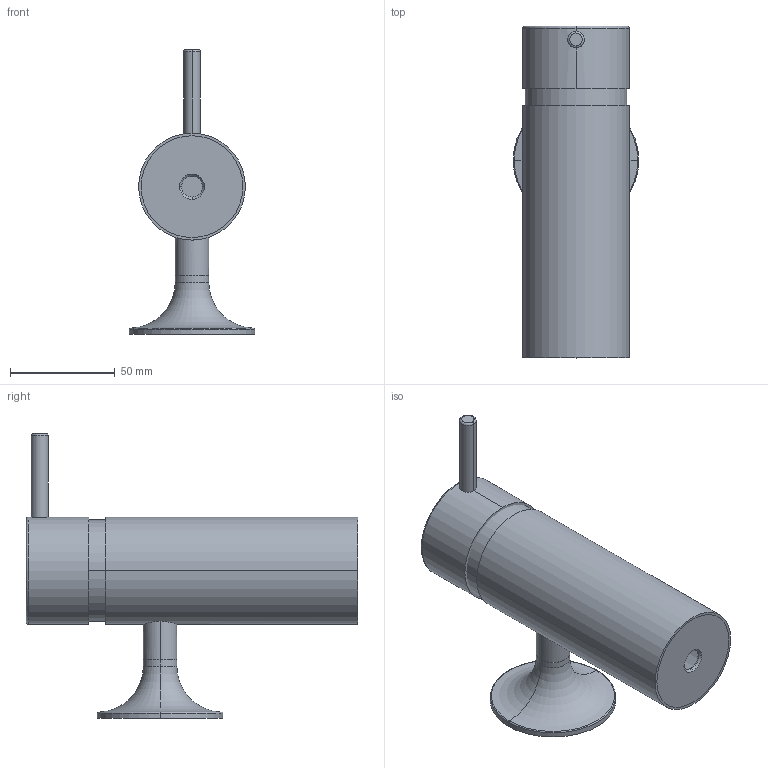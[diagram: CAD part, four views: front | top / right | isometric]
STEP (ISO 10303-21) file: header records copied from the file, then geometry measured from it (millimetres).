
FILE_DESCRIPTION (( 'STEP AP203' ), '1' );
FILE_NAME ('踢扽婂珘ん.STEP', '2024-09-14T01:01:38', ( '' ), ( '' ), 'SwSTEP 2.0', 'SolidWorks 2023', '' );
FILE_SCHEMA (( 'CONFIG_CONTROL_DESIGN' ));
Length unit declared in the file: millimetre
Products named in the file (15): DI_1.stp; 通用台阶垫圈; CHUSHUIGUAN_1.stp; 通用连接轴; 32_ASM_1_ASM.stp; dsdasdas.stp; 金属皂液器连接支架; 金属皂液器; 通用安装板; 通用底座; 通用垫圈; 金属皂液器瓶体; TI_1.stp; GAI_1.stp; TOU_1.stp
Assembly tree (14 placements, depth 5):
  金属皂液器
    通用底座
    通用垫圈
    通用台阶垫圈
    通用连接轴
    通用安装板
    金属皂液器连接支架
    金属皂液器瓶体
      dsdasdas.stp
        32_ASM_1_ASM.stp
          TI_1.stp
          DI_1.stp
          GAI_1.stp
          TOU_1.stp
          CHUSHUIGUAN_1.stp
Bounding box: 60 x 158.5 x 136.1 mm (x, y, z)
Volume: 137698.5 mm3; surface area: 82404.5 mm2
Topology: 11 solids, 11 shells, 551 faces, 1448 edges, 945 vertices
Faces by surface type: cylinder 244, plane 222, cone 39, bspline 24, torus 22
Entity records: 28844 total; most frequent: CARTESIAN_POINT 14317, ORIENTED_EDGE 2896, DIRECTION 2524, EDGE_CURVE 1448, AXIS2_PLACEMENT_3D 994, VERTEX_POINT 945, EDGE_LOOP 599, ADVANCED_FACE 551
